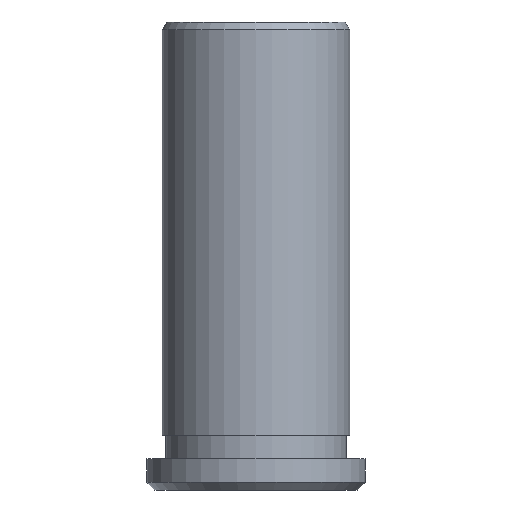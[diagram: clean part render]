
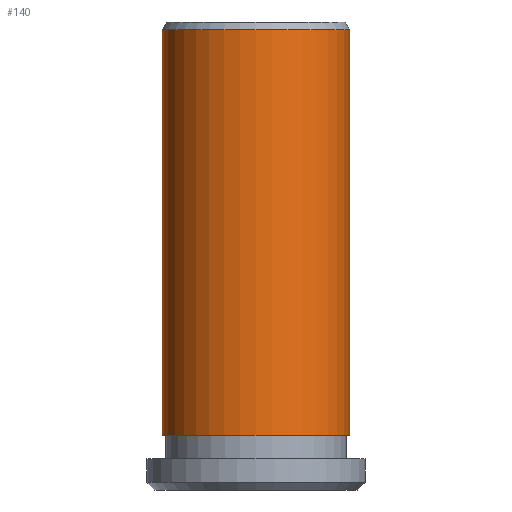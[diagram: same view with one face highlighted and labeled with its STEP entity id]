
A CAD part, left-side view. The second image highlights one B-rep face of the part: STEP entity #140.
In plain terms, the highlighted cylindrical face has radius 6 mm (diameter 12 mm), a partial arc.
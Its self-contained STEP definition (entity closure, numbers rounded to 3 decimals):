
#100=EDGE_CURVE('NONE',#200,#226,#269,.T.);
#112=EDGE_CURVE('NONE',#120,#200,#281,.T.);
#120=VERTEX_POINT('NONE',#290);
#140=ADVANCED_FACE('NONE',(#312),#313,.T.);
#150=VERTEX_POINT('NONE',#324);
#178=EDGE_CURVE('NONE',#150,#226,#353,.T.);
#200=VERTEX_POINT('NONE',#377);
#226=VERTEX_POINT('NONE',#411);
#242=EDGE_CURVE('NONE',#120,#150,#431,.T.);
#269=CIRCLE('',#451,6.0);
#281=LINE('',#467,#468);
#290=CARTESIAN_POINT('',(0.0,-6.0,29.5));
#312=FACE_OUTER_BOUND('',#507,.T.);
#313=CYLINDRICAL_SURFACE('',#508,6.0);
#324=CARTESIAN_POINT('',(0.,6.0,29.5));
#353=LINE('',#567,#568);
#377=CARTESIAN_POINT('',(0.0,-6.0,3.5));
#411=CARTESIAN_POINT('',(0.,6.0,3.5));
#431=CIRCLE('',#659,6.0);
#451=AXIS2_PLACEMENT_3D('',#674,#675,#676);
#467=CARTESIAN_POINT('',(0.0,-6.0,-1.136));
#468=VECTOR('',#681,1000.0);
#507=EDGE_LOOP('',(#716,#717,#718,#719));
#508=AXIS2_PLACEMENT_3D('',#720,#721,#722);
#567=CARTESIAN_POINT('',(0.,6.0,-1.136));
#568=VECTOR('',#768,1000.0);
#659=AXIS2_PLACEMENT_3D('',#875,#876,#877);
#674=CARTESIAN_POINT('',(0.0,0.0,3.5));
#675=DIRECTION('',(0.0,0.0,-1.0));
#676=DIRECTION('',(0.0,-1.0,0.0));
#681=DIRECTION('',(0.0,0.0,-1.0));
#716=ORIENTED_EDGE('',*,*,#242,.T.);
#717=ORIENTED_EDGE('',*,*,#178,.T.);
#718=ORIENTED_EDGE('',*,*,#100,.F.);
#719=ORIENTED_EDGE('',*,*,#112,.F.);
#720=CARTESIAN_POINT('',(0.0,0.0,-1.136));
#721=DIRECTION('',(0.0,-0.0,-1.0));
#722=DIRECTION('',(0.0,-1.0,0.0));
#768=DIRECTION('',(0.0,0.0,-1.0));
#875=CARTESIAN_POINT('',(0.0,0.0,29.5));
#876=DIRECTION('',(0.0,0.0,-1.0));
#877=DIRECTION('',(0.0,-1.0,0.0));
